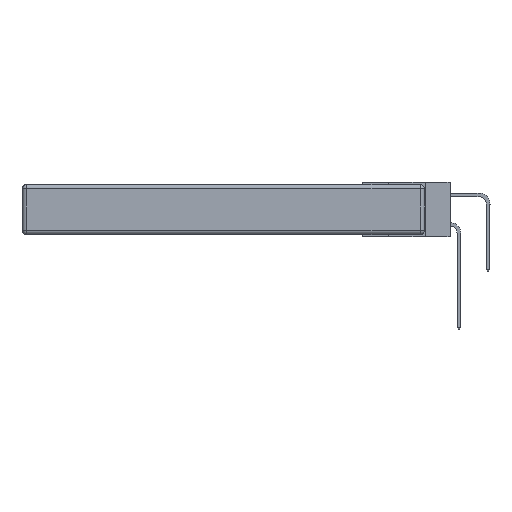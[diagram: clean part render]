
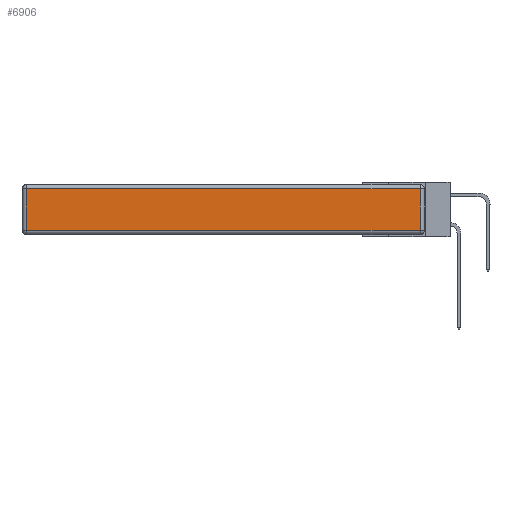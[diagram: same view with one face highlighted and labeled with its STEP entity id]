
A CAD part, left-side view. The second image highlights one B-rep face of the part: STEP entity #6906.
In plain terms, the highlighted planar face has unit normal (-1, 0, 0).
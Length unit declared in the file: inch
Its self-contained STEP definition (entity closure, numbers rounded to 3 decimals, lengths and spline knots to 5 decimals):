
#2807 = VECTOR ( 'NONE', #19039, 39.37008 ) ;
#5223 = DIRECTION ( 'NONE',  ( -1., 0., 0. ) ) ;
#5406 = FACE_OUTER_BOUND ( 'NONE', #10336, .T. ) ;
#5602 = EDGE_CURVE ( 'NONE', #27861, #29032, #34692, .T. ) ;
#6906 = ADVANCED_FACE ( 'NONE', ( #5406 ), #7872, .T. ) ;
#6955 = VERTEX_POINT ( 'NONE', #16682 ) ;
#7872 = PLANE ( 'NONE',  #26894 ) ;
#9323 = CARTESIAN_POINT ( 'NONE',  ( 0., 0.03, -0.313 ) ) ;
#9938 = CARTESIAN_POINT ( 'NONE',  ( 0., 2.72, -0.343 ) ) ;
#10336 = EDGE_LOOP ( 'NONE', ( #12857, #28519, #20638, #18288 ) ) ;
#10414 = CARTESIAN_POINT ( 'NONE',  ( 0., 0., -0.313 ) ) ;
#12857 = ORIENTED_EDGE ( 'NONE', *, *, #29808, .T. ) ;
#12882 = DIRECTION ( 'NONE',  ( 0., 0., -1. ) ) ;
#15012 = EDGE_CURVE ( 'NONE', #6955, #22008, #21140, .T. ) ;
#16513 = CARTESIAN_POINT ( 'NONE',  ( 0., 0., -0.343 ) ) ;
#16682 = CARTESIAN_POINT ( 'NONE',  ( 0., 2.72, -0.03 ) ) ;
#16774 = DIRECTION ( 'NONE',  ( 0., 1., 0. ) ) ;
#17872 = VECTOR ( 'NONE', #32565, 39.37008 ) ;
#18288 = ORIENTED_EDGE ( 'NONE', *, *, #15012, .T. ) ;
#19039 = DIRECTION ( 'NONE',  ( 0., -1., 0. ) ) ;
#20638 = ORIENTED_EDGE ( 'NONE', *, *, #24797, .T. ) ;
#21140 = LINE ( 'NONE', #9938, #26907 ) ;
#21245 = CARTESIAN_POINT ( 'NONE',  ( 0., 0.03, -0.343 ) ) ;
#21916 = CARTESIAN_POINT ( 'NONE',  ( 0., 0.03, -0.03 ) ) ;
#22008 = VERTEX_POINT ( 'NONE', #26069 ) ;
#23231 = DIRECTION ( 'NONE',  ( 0., 0., 1. ) ) ;
#24797 = EDGE_CURVE ( 'NONE', #29032, #6955, #35041, .T. ) ;
#26069 = CARTESIAN_POINT ( 'NONE',  ( 0., 2.72, -0.313 ) ) ;
#26894 = AXIS2_PLACEMENT_3D ( 'NONE', #16513, #5223, #23231 ) ;
#26907 = VECTOR ( 'NONE', #12882, 39.37008 ) ;
#27861 = VERTEX_POINT ( 'NONE', #9323 ) ;
#28460 = VECTOR ( 'NONE', #16774, 39.37008 ) ;
#28519 = ORIENTED_EDGE ( 'NONE', *, *, #5602, .T. ) ;
#29032 = VERTEX_POINT ( 'NONE', #21916 ) ;
#29808 = EDGE_CURVE ( 'NONE', #22008, #27861, #30270, .T. ) ;
#30270 = LINE ( 'NONE', #10414, #2807 ) ;
#32565 = DIRECTION ( 'NONE',  ( 0., 0., 1. ) ) ;
#34692 = LINE ( 'NONE', #21245, #17872 ) ;
#35041 = LINE ( 'NONE', #36538, #28460 ) ;
#36538 = CARTESIAN_POINT ( 'NONE',  ( 0., 2.75, -0.03 ) ) ;
